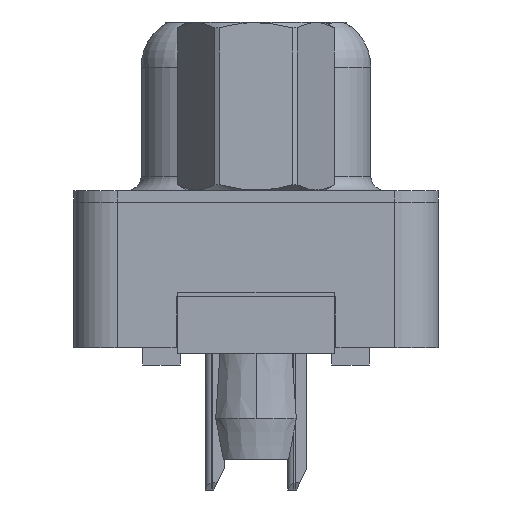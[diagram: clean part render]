
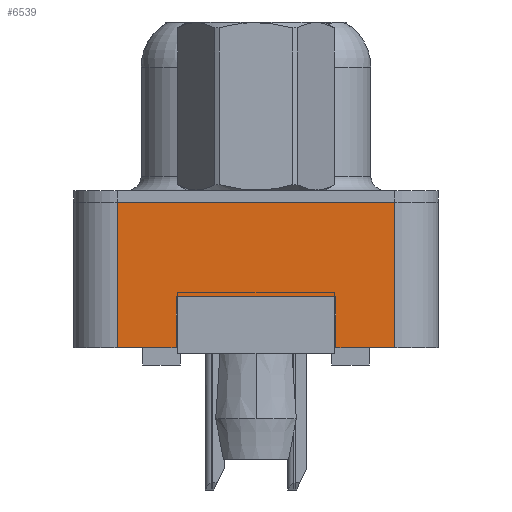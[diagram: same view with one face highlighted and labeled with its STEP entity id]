
A CAD part, left-side view. The second image highlights one B-rep face of the part: STEP entity #6539.
In plain terms, the highlighted planar face has unit normal (-1, 0, 0).
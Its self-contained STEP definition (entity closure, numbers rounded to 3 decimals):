
#349 = DIRECTION ( 'NONE',  ( 0., -1., 0. ) ) ;
#858 = VERTEX_POINT ( 'NONE', #26640 ) ;
#860 = EDGE_LOOP ( 'NONE', ( #9210, #21235, #15429, #23068, #2627, #17177, #28182, #20104 ) ) ;
#2195 = LINE ( 'NONE', #17478, #10297 ) ;
#2627 = ORIENTED_EDGE ( 'NONE', *, *, #15846, .F. ) ;
#2645 = DIRECTION ( 'NONE',  ( 0., 0., -1. ) ) ;
#2723 = CARTESIAN_POINT ( 'NONE',  ( -2.91, -4.775, -5. ) ) ;
#2942 = CARTESIAN_POINT ( 'NONE',  ( -2.91, -4.775, 0. ) ) ;
#4020 = EDGE_CURVE ( 'NONE', #858, #17244, #27670, .T. ) ;
#4360 = VECTOR ( 'NONE', #27122, 1000. ) ;
#4459 = CARTESIAN_POINT ( 'NONE',  ( -2.91, -4.775, -5. ) ) ;
#5079 = CARTESIAN_POINT ( 'NONE',  ( -2.91, 4.775, 0. ) ) ;
#5174 = VERTEX_POINT ( 'NONE', #5079 ) ;
#5271 = LINE ( 'NONE', #17830, #12252 ) ;
#6437 = CARTESIAN_POINT ( 'NONE',  ( -2.91, -4.775, -5. ) ) ;
#6539 = ADVANCED_FACE ( 'NONE', ( #12560 ), #10415, .T. ) ;
#6861 = LINE ( 'NONE', #2723, #23851 ) ;
#7374 = LINE ( 'NONE', #16086, #26571 ) ;
#7379 = LINE ( 'NONE', #2942, #8395 ) ;
#8395 = VECTOR ( 'NONE', #22636, 1000. ) ;
#8546 = DIRECTION ( 'NONE',  ( -1., 0., 0. ) ) ;
#9210 = ORIENTED_EDGE ( 'NONE', *, *, #12349, .T. ) ;
#10297 = VECTOR ( 'NONE', #349, 1000. ) ;
#10415 = PLANE ( 'NONE',  #13234 ) ;
#10731 = VERTEX_POINT ( 'NONE', #23653 ) ;
#10819 = CARTESIAN_POINT ( 'NONE',  ( -2.91, -4.775, 0. ) ) ;
#11087 = VECTOR ( 'NONE', #24304, 1000. ) ;
#12070 = VERTEX_POINT ( 'NONE', #10819 ) ;
#12252 = VECTOR ( 'NONE', #26516, 1000. ) ;
#12349 = EDGE_CURVE ( 'NONE', #10731, #23947, #7374, .T. ) ;
#12560 = FACE_OUTER_BOUND ( 'NONE', #860, .T. ) ;
#12928 = CARTESIAN_POINT ( 'NONE',  ( -2.91, 2.75, -5. ) ) ;
#13234 = AXIS2_PLACEMENT_3D ( 'NONE', #25932, #8546, #13653 ) ;
#13532 = EDGE_CURVE ( 'NONE', #5174, #12070, #7379, .T. ) ;
#13562 = VERTEX_POINT ( 'NONE', #6437 ) ;
#13653 = DIRECTION ( 'NONE',  ( 0., 0., 1. ) ) ;
#15231 = EDGE_CURVE ( 'NONE', #21497, #17244, #2195, .T. ) ;
#15429 = ORIENTED_EDGE ( 'NONE', *, *, #26543, .T. ) ;
#15620 = LINE ( 'NONE', #4459, #11087 ) ;
#15846 = EDGE_CURVE ( 'NONE', #21497, #5174, #18291, .T. ) ;
#16086 = CARTESIAN_POINT ( 'NONE',  ( -2.91, -2.75, -3.25 ) ) ;
#17177 = ORIENTED_EDGE ( 'NONE', *, *, #15231, .T. ) ;
#17244 = VERTEX_POINT ( 'NONE', #12928 ) ;
#17478 = CARTESIAN_POINT ( 'NONE',  ( -2.91, -4.775, -5. ) ) ;
#17830 = CARTESIAN_POINT ( 'NONE',  ( -2.91, 2.75, -3.25 ) ) ;
#17855 = DIRECTION ( 'NONE',  ( 0., 0., 1. ) ) ;
#18291 = LINE ( 'NONE', #22567, #4360 ) ;
#19226 = EDGE_CURVE ( 'NONE', #10731, #858, #5271, .T. ) ;
#20104 = ORIENTED_EDGE ( 'NONE', *, *, #19226, .F. ) ;
#21235 = ORIENTED_EDGE ( 'NONE', *, *, #26144, .T. ) ;
#21497 = VERTEX_POINT ( 'NONE', #26570 ) ;
#21664 = DIRECTION ( 'NONE',  ( 0., 0., -1. ) ) ;
#22567 = CARTESIAN_POINT ( 'NONE',  ( -2.91, 4.775, -5. ) ) ;
#22636 = DIRECTION ( 'NONE',  ( 0., -1., 0. ) ) ;
#23068 = ORIENTED_EDGE ( 'NONE', *, *, #13532, .F. ) ;
#23146 = VECTOR ( 'NONE', #21664, 1000. ) ;
#23653 = CARTESIAN_POINT ( 'NONE',  ( -2.91, -2.75, -3.25 ) ) ;
#23851 = VECTOR ( 'NONE', #17855, 1000. ) ;
#23947 = VERTEX_POINT ( 'NONE', #25134 ) ;
#24304 = DIRECTION ( 'NONE',  ( 0., -1., 0. ) ) ;
#25134 = CARTESIAN_POINT ( 'NONE',  ( -2.91, -2.75, -5. ) ) ;
#25514 = CARTESIAN_POINT ( 'NONE',  ( -2.91, 2.75, -3.25 ) ) ;
#25932 = CARTESIAN_POINT ( 'NONE',  ( -2.91, -4.775, -5. ) ) ;
#26144 = EDGE_CURVE ( 'NONE', #23947, #13562, #15620, .T. ) ;
#26516 = DIRECTION ( 'NONE',  ( 0., 1., 0. ) ) ;
#26543 = EDGE_CURVE ( 'NONE', #13562, #12070, #6861, .T. ) ;
#26570 = CARTESIAN_POINT ( 'NONE',  ( -2.91, 4.775, -5. ) ) ;
#26571 = VECTOR ( 'NONE', #2645, 1000. ) ;
#26640 = CARTESIAN_POINT ( 'NONE',  ( -2.91, 2.75, -3.25 ) ) ;
#27122 = DIRECTION ( 'NONE',  ( 0., 0., 1. ) ) ;
#27670 = LINE ( 'NONE', #25514, #23146 ) ;
#28182 = ORIENTED_EDGE ( 'NONE', *, *, #4020, .F. ) ;
